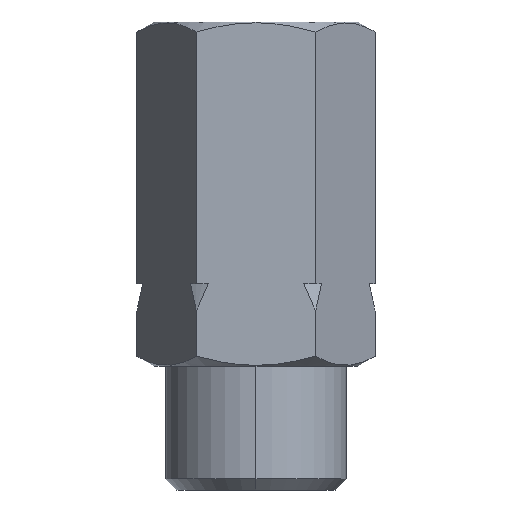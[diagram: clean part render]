
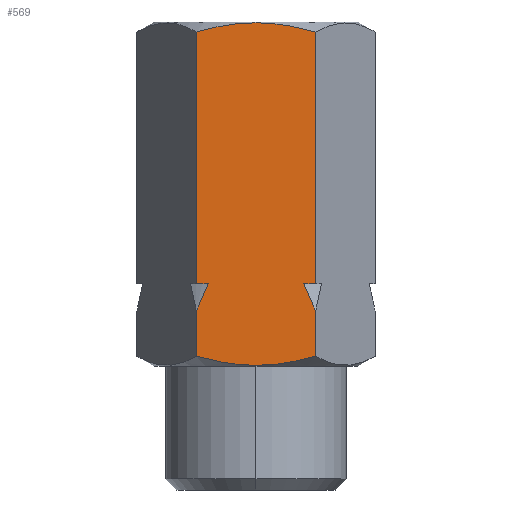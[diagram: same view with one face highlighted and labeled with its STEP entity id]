
A CAD part, left-side view. The second image highlights one B-rep face of the part: STEP entity #569.
In plain terms, the highlighted planar face has unit normal (-1, 0, 0).
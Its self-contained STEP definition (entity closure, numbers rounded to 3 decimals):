
#30 = VERTEX_POINT ( 'NONE', #3766 ) ;
#69 = CARTESIAN_POINT ( 'NONE',  ( -7.5, -3.461, -19. ) ) ;
#133 = CARTESIAN_POINT ( 'NONE',  ( -7.5, 0., -24.942 ) ) ;
#143 = ORIENTED_EDGE ( 'NONE', *, *, #2151, .T. ) ;
#221 = CARTESIAN_POINT ( 'NONE',  ( -7.5, -1.473, -24.878 ) ) ;
#226 = EDGE_CURVE ( 'NONE', #3324, #3967, #661, .T. ) ;
#255 = CARTESIAN_POINT ( 'NONE',  ( -7.5, -2.913, -0.356 ) ) ;
#319 = CARTESIAN_POINT ( 'NONE',  ( -7.5, 4.33, -24.273 ) ) ;
#338 = CARTESIAN_POINT ( 'NONE',  ( -7.5, 4.33, -24.273 ) ) ;
#375 = CARTESIAN_POINT ( 'NONE',  ( -7.5, 4.33, -21. ) ) ;
#378 = CARTESIAN_POINT ( 'NONE',  ( -7.5, 4.33, -0.727 ) ) ;
#444 = B_SPLINE_CURVE_WITH_KNOTS ( 'NONE', 3,
 ( #4295, #4325, #2220, #858, #2194, #378 ),
 .UNSPECIFIED., .F., .F.,
 ( 4, 2, 4 ),
 ( 0.014, 0.016, 0.018 ),
 .UNSPECIFIED. ) ;
#513 = VECTOR ( 'NONE', #4133, 1000. ) ;
#569 = ADVANCED_FACE ( 'NONE', ( #1572 ), #4218, .T. ) ;
#614 = ORIENTED_EDGE ( 'NONE', *, *, #1403, .T. ) ;
#661 = B_SPLINE_CURVE_WITH_KNOTS ( 'NONE', 3,
 ( #133, #2777, #221, #2808, #4092, #3697 ),
 .UNSPECIFIED., .F., .F.,
 ( 4, 2, 4 ),
 ( 0.014, 0.016, 0.018 ),
 .UNSPECIFIED. ) ;
#743 = EDGE_CURVE ( 'NONE', #4871, #2107, #5431, .T. ) ;
#752 = EDGE_CURVE ( 'NONE', #3652, #4616, #2550, .T. ) ;
#767 = B_SPLINE_CURVE_WITH_KNOTS ( 'NONE', 3,
 ( #2583, #4294, #2162, #375 ),
 .UNSPECIFIED., .F., .F.,
 ( 4, 4 ),
 ( 0.019, 0.021 ),
 .UNSPECIFIED. ) ;
#781 = AXIS2_PLACEMENT_3D ( 'NONE', #2394, #794, #2090 ) ;
#782 = LINE ( 'NONE', #2531, #3833 ) ;
#794 = DIRECTION ( 'NONE',  ( -1., 0., 0. ) ) ;
#850 = LINE ( 'NONE', #1256, #5331 ) ;
#858 = CARTESIAN_POINT ( 'NONE',  ( -7.5, 2.914, -0.356 ) ) ;
#883 = EDGE_CURVE ( 'NONE', #2754, #1215, #782, .T. ) ;
#955 = VERTEX_POINT ( 'NONE', #4479 ) ;
#966 = CARTESIAN_POINT ( 'NONE',  ( -7.5, -4.33, -21. ) ) ;
#1045 = LINE ( 'NONE', #3300, #513 ) ;
#1052 = LINE ( 'NONE', #3635, #1675 ) ;
#1056 = VECTOR ( 'NONE', #4530, 1000. ) ;
#1096 = CARTESIAN_POINT ( 'NONE',  ( -7.5, 8.66, -19. ) ) ;
#1127 = CARTESIAN_POINT ( 'NONE',  ( -7.5, -0.741, -0.058 ) ) ;
#1175 = CARTESIAN_POINT ( 'NONE',  ( -7.5, 0., -0.058 ) ) ;
#1215 = VERTEX_POINT ( 'NONE', #3368 ) ;
#1256 = CARTESIAN_POINT ( 'NONE',  ( -7.5, 4.33, 0. ) ) ;
#1403 = EDGE_CURVE ( 'NONE', #4616, #5212, #444, .T. ) ;
#1572 = FACE_OUTER_BOUND ( 'NONE', #2960, .T. ) ;
#1617 = CARTESIAN_POINT ( 'NONE',  ( -7.5, 0., -24.942 ) ) ;
#1675 = VECTOR ( 'NONE', #5362, 1000. ) ;
#1682 = ORIENTED_EDGE ( 'NONE', *, *, #3568, .T. ) ;
#1870 = CARTESIAN_POINT ( 'NONE',  ( -7.5, -4.33, -0.727 ) ) ;
#2090 = DIRECTION ( 'NONE',  ( 0., 0., 1. ) ) ;
#2106 = DIRECTION ( 'NONE',  ( 0., -1., 0. ) ) ;
#2107 = VERTEX_POINT ( 'NONE', #5145 ) ;
#2116 = ORIENTED_EDGE ( 'NONE', *, *, #226, .T. ) ;
#2151 = EDGE_CURVE ( 'NONE', #30, #5158, #850, .T. ) ;
#2162 = CARTESIAN_POINT ( 'NONE',  ( -7.5, 4.06, -20.326 ) ) ;
#2194 = CARTESIAN_POINT ( 'NONE',  ( -7.5, 3.625, -0.524 ) ) ;
#2220 = CARTESIAN_POINT ( 'NONE',  ( -7.5, 1.473, -0.122 ) ) ;
#2303 = ORIENTED_EDGE ( 'NONE', *, *, #743, .T. ) ;
#2394 = CARTESIAN_POINT ( 'NONE',  ( -7.5, 4.33, -34. ) ) ;
#2470 = CARTESIAN_POINT ( 'NONE',  ( -7.5, -4.33, -0.727 ) ) ;
#2511 = CARTESIAN_POINT ( 'NONE',  ( -7.5, 0., -24.942 ) ) ;
#2531 = CARTESIAN_POINT ( 'NONE',  ( -7.5, 8.66, -19. ) ) ;
#2550 = B_SPLINE_CURVE_WITH_KNOTS ( 'NONE', 3,
 ( #2470, #4178, #255, #2836, #1127, #3316 ),
 .UNSPECIFIED., .F., .F.,
 ( 4, 2, 4 ),
 ( 0.009, 0.012, 0.014 ),
 .UNSPECIFIED. ) ;
#2583 = CARTESIAN_POINT ( 'NONE',  ( -7.5, 3.461, -19. ) ) ;
#2726 = LINE ( 'NONE', #4905, #3301 ) ;
#2727 = B_SPLINE_CURVE_WITH_KNOTS ( 'NONE', 3,
 ( #966, #4101, #3976, #69 ),
 .UNSPECIFIED., .F., .F.,
 ( 4, 4 ),
 ( 0.006, 0.008 ),
 .UNSPECIFIED. ) ;
#2754 = VERTEX_POINT ( 'NONE', #4284 ) ;
#2764 = CARTESIAN_POINT ( 'NONE',  ( -7.5, -4.33, -24.273 ) ) ;
#2777 = CARTESIAN_POINT ( 'NONE',  ( -7.5, -0.741, -24.942 ) ) ;
#2808 = CARTESIAN_POINT ( 'NONE',  ( -7.5, -2.914, -24.644 ) ) ;
#2836 = CARTESIAN_POINT ( 'NONE',  ( -7.5, -1.471, -0.122 ) ) ;
#2877 = EDGE_CURVE ( 'NONE', #5212, #4871, #1052, .T. ) ;
#2944 = CARTESIAN_POINT ( 'NONE',  ( -7.5, 2.913, -24.644 ) ) ;
#2960 = EDGE_LOOP ( 'NONE', ( #3707, #2116, #4741, #5381, #5069, #3164, #3286, #614, #3113, #2303, #1682, #143 ) ) ;
#3113 = ORIENTED_EDGE ( 'NONE', *, *, #2877, .T. ) ;
#3151 = B_SPLINE_CURVE_WITH_KNOTS ( 'NONE', 3,
 ( #338, #4256, #2944, #4669, #3382, #1617 ),
 .UNSPECIFIED., .F., .F.,
 ( 4, 2, 4 ),
 ( 0.009, 0.012, 0.014 ),
 .UNSPECIFIED. ) ;
#3164 = ORIENTED_EDGE ( 'NONE', *, *, #4023, .T. ) ;
#3286 = ORIENTED_EDGE ( 'NONE', *, *, #752, .T. ) ;
#3300 = CARTESIAN_POINT ( 'NONE',  ( -7.5, -4.33, 0. ) ) ;
#3301 = VECTOR ( 'NONE', #3561, 1000. ) ;
#3316 = CARTESIAN_POINT ( 'NONE',  ( -7.5, 0., -0.058 ) ) ;
#3324 = VERTEX_POINT ( 'NONE', #2511 ) ;
#3368 = CARTESIAN_POINT ( 'NONE',  ( -7.5, -4.33, -19. ) ) ;
#3382 = CARTESIAN_POINT ( 'NONE',  ( -7.5, 0.741, -24.942 ) ) ;
#3443 = EDGE_CURVE ( 'NONE', #3967, #955, #2726, .T. ) ;
#3561 = DIRECTION ( 'NONE',  ( 0., 0., 1. ) ) ;
#3568 = EDGE_CURVE ( 'NONE', #2107, #30, #767, .T. ) ;
#3635 = CARTESIAN_POINT ( 'NONE',  ( -7.5, 4.33, 0. ) ) ;
#3652 = VERTEX_POINT ( 'NONE', #1870 ) ;
#3697 = CARTESIAN_POINT ( 'NONE',  ( -7.5, -4.33, -24.273 ) ) ;
#3707 = ORIENTED_EDGE ( 'NONE', *, *, #3927, .T. ) ;
#3766 = CARTESIAN_POINT ( 'NONE',  ( -7.5, 4.33, -21. ) ) ;
#3833 = VECTOR ( 'NONE', #2106, 1000. ) ;
#3927 = EDGE_CURVE ( 'NONE', #5158, #3324, #3151, .T. ) ;
#3967 = VERTEX_POINT ( 'NONE', #2764 ) ;
#3976 = CARTESIAN_POINT ( 'NONE',  ( -7.5, -3.775, -19.658 ) ) ;
#4023 = EDGE_CURVE ( 'NONE', #1215, #3652, #1045, .T. ) ;
#4092 = CARTESIAN_POINT ( 'NONE',  ( -7.5, -3.625, -24.476 ) ) ;
#4101 = CARTESIAN_POINT ( 'NONE',  ( -7.5, -4.06, -20.326 ) ) ;
#4133 = DIRECTION ( 'NONE',  ( 0., 0., 1. ) ) ;
#4178 = CARTESIAN_POINT ( 'NONE',  ( -7.5, -3.624, -0.524 ) ) ;
#4218 = PLANE ( 'NONE',  #781 ) ;
#4224 = CARTESIAN_POINT ( 'NONE',  ( -7.5, 4.33, -19. ) ) ;
#4256 = CARTESIAN_POINT ( 'NONE',  ( -7.5, 3.624, -24.476 ) ) ;
#4284 = CARTESIAN_POINT ( 'NONE',  ( -7.5, -3.461, -19. ) ) ;
#4294 = CARTESIAN_POINT ( 'NONE',  ( -7.5, 3.774, -19.657 ) ) ;
#4295 = CARTESIAN_POINT ( 'NONE',  ( -7.5, 0., -0.058 ) ) ;
#4325 = CARTESIAN_POINT ( 'NONE',  ( -7.5, 0.741, -0.058 ) ) ;
#4479 = CARTESIAN_POINT ( 'NONE',  ( -7.5, -4.33, -21. ) ) ;
#4530 = DIRECTION ( 'NONE',  ( 0., -1., 0. ) ) ;
#4616 = VERTEX_POINT ( 'NONE', #1175 ) ;
#4623 = CARTESIAN_POINT ( 'NONE',  ( -7.5, 4.33, -0.727 ) ) ;
#4669 = CARTESIAN_POINT ( 'NONE',  ( -7.5, 1.471, -24.878 ) ) ;
#4741 = ORIENTED_EDGE ( 'NONE', *, *, #3443, .T. ) ;
#4746 = DIRECTION ( 'NONE',  ( 0., 0., -1. ) ) ;
#4871 = VERTEX_POINT ( 'NONE', #4224 ) ;
#4905 = CARTESIAN_POINT ( 'NONE',  ( -7.5, -4.33, 0. ) ) ;
#5069 = ORIENTED_EDGE ( 'NONE', *, *, #883, .T. ) ;
#5145 = CARTESIAN_POINT ( 'NONE',  ( -7.5, 3.461, -19. ) ) ;
#5158 = VERTEX_POINT ( 'NONE', #319 ) ;
#5212 = VERTEX_POINT ( 'NONE', #4623 ) ;
#5331 = VECTOR ( 'NONE', #4746, 1000. ) ;
#5362 = DIRECTION ( 'NONE',  ( 0., 0., -1. ) ) ;
#5381 = ORIENTED_EDGE ( 'NONE', *, *, #5583, .T. ) ;
#5431 = LINE ( 'NONE', #1096, #1056 ) ;
#5583 = EDGE_CURVE ( 'NONE', #955, #2754, #2727, .T. ) ;
